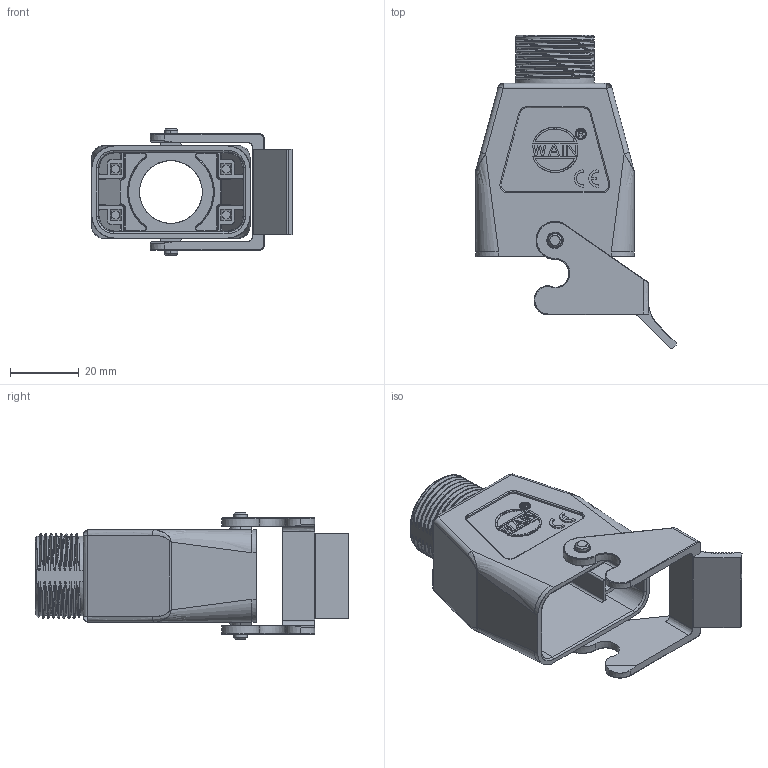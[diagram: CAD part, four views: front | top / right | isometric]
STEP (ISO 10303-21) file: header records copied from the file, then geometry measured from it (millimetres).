
FILE_DESCRIPTION(/* description */ (''),/* implementation_level */ '2;1');
FILE_NAME(/* name */ '3D_1300087271003_HC.P-CCT-1L-M25_V1.0_stp.stp',/* time_stamp */ '2023-12-07T16:17:30+08:00',/* author */ (''),/* organization */ (''),/* preprocessor_version */ 'ST-DEVELOPER v18.1',/* originating_system */ 'SIEMENS PLM Software NX 1980',/* authorisation */ '');
FILE_SCHEMA (('AUTOMOTIVE_DESIGN { 1 0 10303 214 3 1 1 1 }'));
Products named in the file (1): 13912D58BF1Ba26d
Bounding box: 58.44 x 91.45 x 37 mm (x, y, z)
Surface area: 25420.8 mm2 (no closed solid volume)
Topology: 0 solids, 833 shells, 833 faces, 4412 edges, 4404 vertices
Faces by surface type: plane 472, bspline 317, torus 26, cylinder 10, sphere 8
Entity records: 67522 total; most frequent: CARTESIAN_POINT 33975, ORIENTED_EDGE 4388, VERTEX_POINT 4388, EDGE_CURVE 4388, DIRECTION 2837, B_SPLINE_CURVE_WITH_KNOTS 2555, LINE 1743, VECTOR 1743
